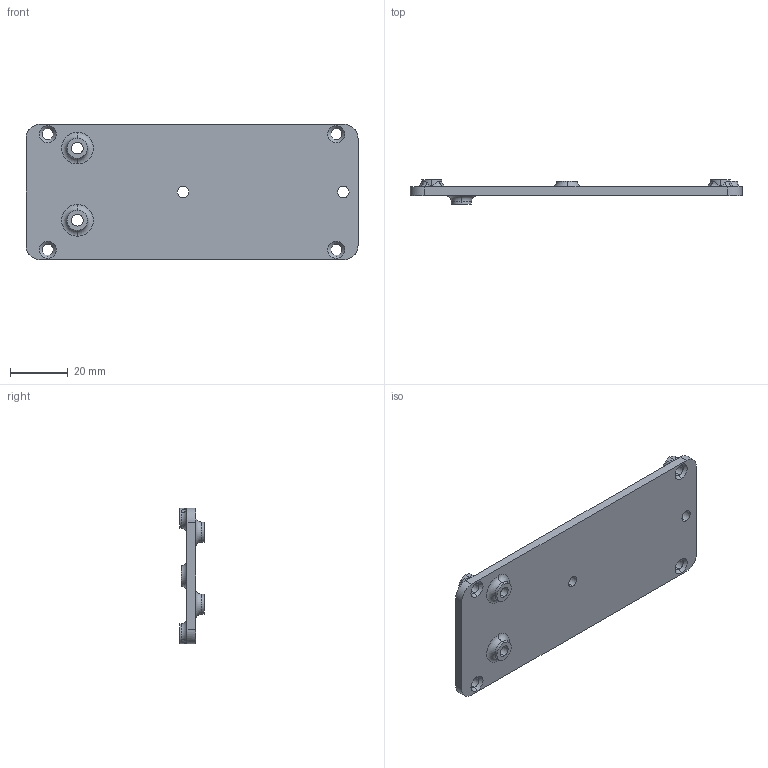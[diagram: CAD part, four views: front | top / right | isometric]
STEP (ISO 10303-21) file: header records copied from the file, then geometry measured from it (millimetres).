
FILE_DESCRIPTION (( 'STEP AP214' ), '1' );
FILE_NAME ('alim_interface.STEP', '2020-11-22T07:00:47', ( '' ), ( '' ), 'SwSTEP 2.0', 'SolidWorks 2020', '' );
FILE_SCHEMA (( 'AUTOMOTIVE_DESIGN' ));
Length unit declared in the file: millimetre
Products named in the file (1): alim_interface
Bounding box: 115 x 8.5 x 47 mm (x, y, z)
Volume: 16505.7 mm3; surface area: 12355 mm2
Topology: 1 solids, 1 shells, 83 faces, 204 edges, 118 vertices
Faces by surface type: cylinder 33, torus 15, plane 14, bspline 13, cone 8
Entity records: 2827 total; most frequent: CARTESIAN_POINT 830, DIRECTION 446, ORIENTED_EDGE 392, EDGE_CURVE 196, AXIS2_PLACEMENT_3D 192, CIRCLE 121, VERTEX_POINT 118, EDGE_LOOP 102
